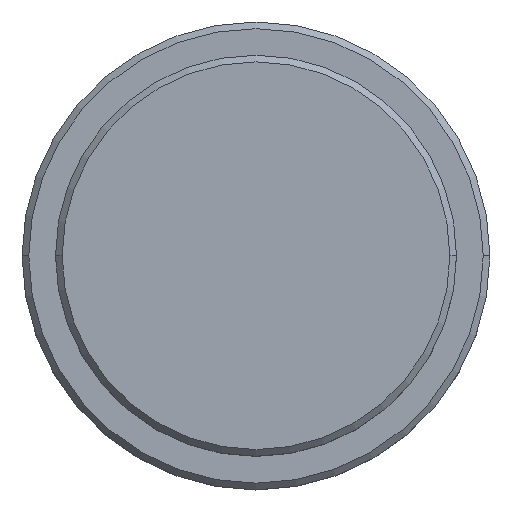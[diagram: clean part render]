
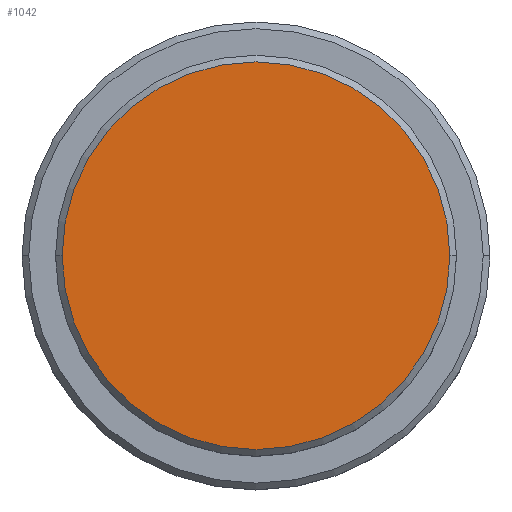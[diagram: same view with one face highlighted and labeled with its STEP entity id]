
A CAD part, top view. The second image highlights one B-rep face of the part: STEP entity #1042.
In plain terms, the highlighted planar face has unit normal (0, 0, 1).
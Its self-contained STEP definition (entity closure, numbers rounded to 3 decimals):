
#13 = DIRECTION ( 'NONE',  ( 1., 0., 0. ) ) ;
#46 = CARTESIAN_POINT ( 'NONE',  ( 14.5, 0., 0. ) ) ;
#51 = CIRCLE ( 'NONE', #265, 14.5 ) ;
#96 = VERTEX_POINT ( 'NONE', #278 ) ;
#114 = DIRECTION ( 'NONE',  ( 0., 0., 1. ) ) ;
#265 = AXIS2_PLACEMENT_3D ( 'NONE', #914, #1335, #13 ) ;
#278 = CARTESIAN_POINT ( 'NONE',  ( -14.5, 0., 0. ) ) ;
#303 = CARTESIAN_POINT ( 'NONE',  ( 0., 0., 0. ) ) ;
#512 = DIRECTION ( 'NONE',  ( 0., 0., 1. ) ) ;
#547 = DIRECTION ( 'NONE',  ( 1., 0., 0. ) ) ;
#576 = AXIS2_PLACEMENT_3D ( 'NONE', #303, #512, #1150 ) ;
#627 = VERTEX_POINT ( 'NONE', #46 ) ;
#718 = EDGE_CURVE ( 'NONE', #96, #627, #1211, .T. ) ;
#774 = CARTESIAN_POINT ( 'NONE',  ( 0., 0., 0. ) ) ;
#824 = ORIENTED_EDGE ( 'NONE', *, *, #718, .T. ) ;
#840 = FACE_OUTER_BOUND ( 'NONE', #1134, .T. ) ;
#914 = CARTESIAN_POINT ( 'NONE',  ( 0., 0., 0. ) ) ;
#1042 = ADVANCED_FACE ( 'NONE', ( #840 ), #1288, .T. ) ;
#1119 = ORIENTED_EDGE ( 'NONE', *, *, #1273, .T. ) ;
#1134 = EDGE_LOOP ( 'NONE', ( #824, #1119 ) ) ;
#1150 = DIRECTION ( 'NONE',  ( 1., 0., 0. ) ) ;
#1211 = CIRCLE ( 'NONE', #1396, 14.5 ) ;
#1273 = EDGE_CURVE ( 'NONE', #627, #96, #51, .T. ) ;
#1288 = PLANE ( 'NONE',  #576 ) ;
#1335 = DIRECTION ( 'NONE',  ( 0., 0., 1. ) ) ;
#1396 = AXIS2_PLACEMENT_3D ( 'NONE', #774, #114, #547 ) ;
